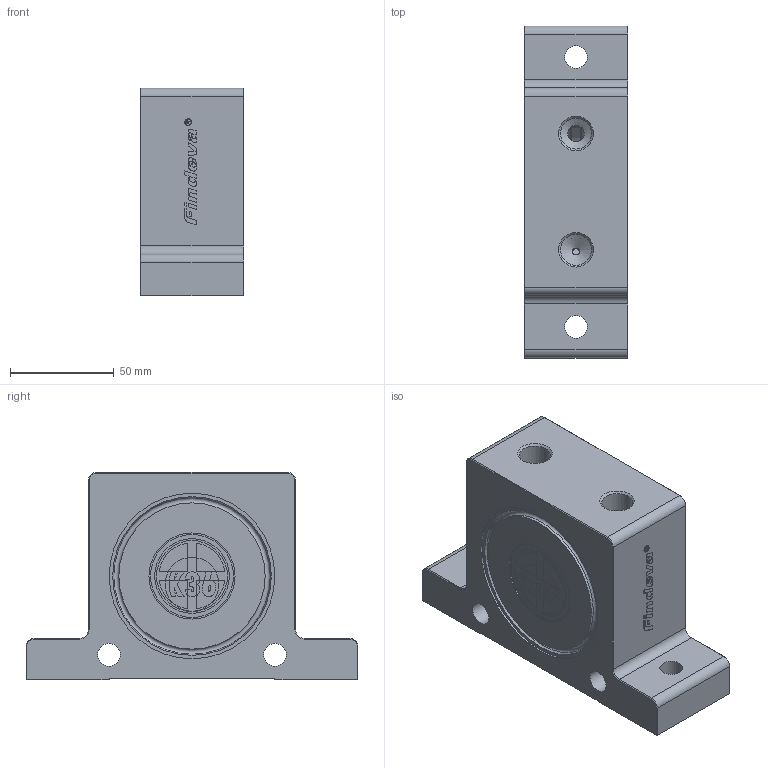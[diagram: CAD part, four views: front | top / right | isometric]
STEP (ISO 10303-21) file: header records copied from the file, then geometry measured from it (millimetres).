
FILE_DESCRIPTION((''),'2;1');
FILE_NAME('1036-00-M.stp','2012-04-15T22:24:38',('Petr'),(''),'Autodesk Inventor 2011','Autodesk Inventor 2011','');
FILE_SCHEMA(('CONFIG_CONTROL_DESIGN'));
Length unit declared in the file: millimetre
Products named in the file (1): 1036-00-M
Bounding box: 50 x 160 x 100 mm (x, y, z)
Volume: 324180.8 mm3; surface area: 82014.4 mm2
Topology: 1 solids, 1 shells, 384 faces, 968 edges, 637 vertices
Faces by surface type: plane 228, cylinder 112, cone 24, bspline 18, torus 2
Full cylindrical faces by diameter (mm): 3.004 x1, 3.34 x1, 3.5 x1, 8 x1, 11 x4, 14.95 x2, 26 x2, 34.2 x2, 36 x2, 40 x2, 41.5 x2, 70.5 x2, 79.8 x2, 80.8 x2
Entity records: 11928 total; most frequent: CARTESIAN_POINT 2472, DIRECTION 1873, ORIENTED_EDGE 1828, EDGE_CURVE 914, AXIS2_PLACEMENT_3D 634, VERTEX_POINT 623, VECTOR 605, LINE 605
